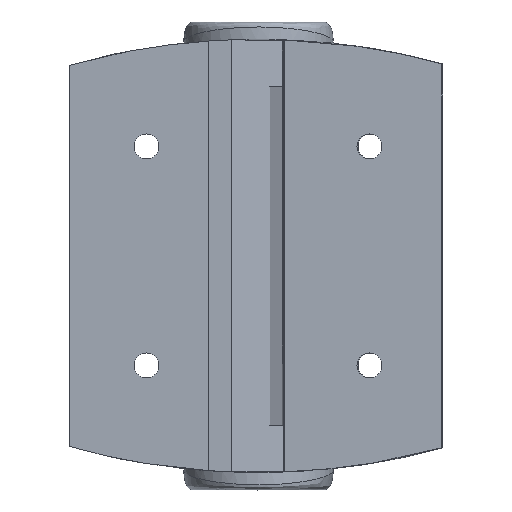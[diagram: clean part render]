
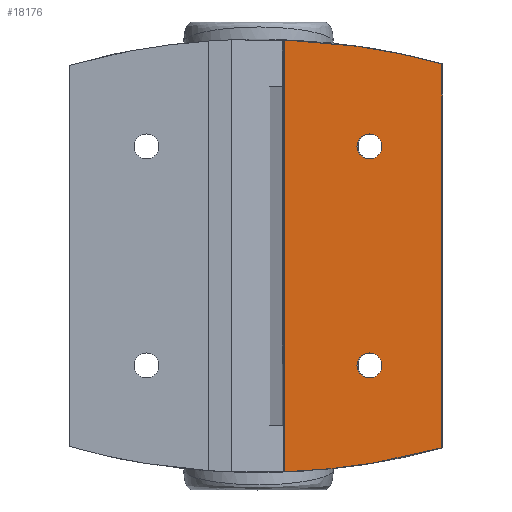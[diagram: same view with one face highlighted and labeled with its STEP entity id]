
A CAD part, front view. The second image highlights one B-rep face of the part: STEP entity #18176.
In plain terms, the highlighted face is planar.
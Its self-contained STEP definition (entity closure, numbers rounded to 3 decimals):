
#769 = DIRECTION ( 'NONE',  ( 0., 1., 0. ) ) ;
#2134 = LINE ( 'NONE', #7582, #28796 ) ;
#2748 = AXIS2_PLACEMENT_3D ( 'NONE', #23431, #769, #11742 ) ;
#2939 = CARTESIAN_POINT ( 'NONE',  ( 22.5, -20., 22. ) ) ;
#3039 = ORIENTED_EDGE ( 'NONE', *, *, #23894, .F. ) ;
#3301 = DIRECTION ( 'NONE',  ( 0., 1., 0. ) ) ;
#4862 = EDGE_CURVE ( 'NONE', #7183, #29906, #39557, .T. ) ;
#5284 = CARTESIAN_POINT ( 'NONE',  ( 37., -20., -38.568 ) ) ;
#6413 = DIRECTION ( 'NONE',  ( 0., 1., 0. ) ) ;
#7183 = VERTEX_POINT ( 'NONE', #44917 ) ;
#7582 = CARTESIAN_POINT ( 'NONE',  ( 5.244, -20., 43.5 ) ) ;
#7748 = FACE_BOUND ( 'NONE', #15749, .T. ) ;
#7895 = CARTESIAN_POINT ( 'NONE',  ( 37., -20., 38.568 ) ) ;
#8553 = VERTEX_POINT ( 'NONE', #13919 ) ;
#10763 = FACE_BOUND ( 'NONE', #22253, .T. ) ;
#10953 = AXIS2_PLACEMENT_3D ( 'NONE', #14881, #3301, #22311 ) ;
#11348 = ORIENTED_EDGE ( 'NONE', *, *, #16810, .T. ) ;
#11401 = DIRECTION ( 'NONE',  ( 0., 0., 1. ) ) ;
#11742 = DIRECTION ( 'NONE',  ( 0., 0., 1. ) ) ;
#11933 = ORIENTED_EDGE ( 'NONE', *, *, #38781, .F. ) ;
#12184 = VECTOR ( 'NONE', #44285, 1000. ) ;
#12505 = CIRCLE ( 'NONE', #23960, 2.5 ) ;
#13919 = CARTESIAN_POINT ( 'NONE',  ( 5.244, -20., -43.406 ) ) ;
#14342 = VERTEX_POINT ( 'NONE', #22432 ) ;
#14787 = AXIS2_PLACEMENT_3D ( 'NONE', #2939, #6413, #40324 ) ;
#14881 = CARTESIAN_POINT ( 'NONE',  ( 22.5, -20., -22. ) ) ;
#14980 = ORIENTED_EDGE ( 'NONE', *, *, #40964, .F. ) ;
#15027 = CARTESIAN_POINT ( 'NONE',  ( 5.244, -20., 43.406 ) ) ;
#15749 = EDGE_LOOP ( 'NONE', ( #11348, #43444 ) ) ;
#16519 = VERTEX_POINT ( 'NONE', #26227 ) ;
#16810 = EDGE_CURVE ( 'NONE', #39767, #16519, #12505, .T. ) ;
#17406 = CARTESIAN_POINT ( 'NONE',  ( 37., -20., -38.568 ) ) ;
#18176 = ADVANCED_FACE ( 'NONE', ( #7748, #10763, #32660 ), #46064, .F. ) ;
#22253 = EDGE_LOOP ( 'NONE', ( #38049, #47078 ) ) ;
#22302 = CARTESIAN_POINT ( 'NONE',  ( 16.373, -20., 43.009 ) ) ;
#22311 = DIRECTION ( 'NONE',  ( 0., 0., 1. ) ) ;
#22432 = CARTESIAN_POINT ( 'NONE',  ( 20., -20., 22. ) ) ;
#23431 = CARTESIAN_POINT ( 'NONE',  ( 10., -20., 43.5 ) ) ;
#23894 = EDGE_CURVE ( 'NONE', #30797, #8553, #33849, .T. ) ;
#23960 = AXIS2_PLACEMENT_3D ( 'NONE', #24466, #46767, #24132 ) ;
#24132 = DIRECTION ( 'NONE',  ( 0., 0., 1. ) ) ;
#24349 = EDGE_CURVE ( 'NONE', #16519, #39767, #49039, .T. ) ;
#24466 = CARTESIAN_POINT ( 'NONE',  ( 22.5, -20., -22. ) ) ;
#25354 = CIRCLE ( 'NONE', #14787, 2.5 ) ;
#25750 = EDGE_CURVE ( 'NONE', #14342, #41311, #27780, .T. ) ;
#25868 = AXIS2_PLACEMENT_3D ( 'NONE', #29414, #29244, #40309 ) ;
#26066 = ORIENTED_EDGE ( 'NONE', *, *, #4862, .F. ) ;
#26227 = CARTESIAN_POINT ( 'NONE',  ( 25., -20., -22. ) ) ;
#27780 = CIRCLE ( 'NONE', #25868, 2.5 ) ;
#28122 = EDGE_CURVE ( 'NONE', #41311, #14342, #25354, .T. ) ;
#28696 = CARTESIAN_POINT ( 'NONE',  ( 25., -20., 22. ) ) ;
#28796 = VECTOR ( 'NONE', #11401, 1000. ) ;
#29244 = DIRECTION ( 'NONE',  ( 0., 1., 0. ) ) ;
#29414 = CARTESIAN_POINT ( 'NONE',  ( 22.5, -20., 22. ) ) ;
#29906 = VERTEX_POINT ( 'NONE', #7895 ) ;
#30797 = VERTEX_POINT ( 'NONE', #17406 ) ;
#31965 = CARTESIAN_POINT ( 'NONE',  ( 16.373, -20., -43.009 ) ) ;
#32660 = FACE_OUTER_BOUND ( 'NONE', #43951, .T. ) ;
#33849 =( BOUNDED_CURVE ( )  B_SPLINE_CURVE ( 3, ( #5284, #35586, #31965, #43817 ),
 .UNSPECIFIED., .F., .F. ) 
 B_SPLINE_CURVE_WITH_KNOTS ( ( 4, 4 ),
 ( 4.232, 4.647 ),
 .UNSPECIFIED. ) 
 CURVE ( )  GEOMETRIC_REPRESENTATION_ITEM ( )  RATIONAL_B_SPLINE_CURVE ( ( 1., 0.986, 0.986, 1. ) ) 
 REPRESENTATION_ITEM ( '' )  );
#35586 = CARTESIAN_POINT ( 'NONE',  ( 27.112, -20., -41.373 ) ) ;
#36540 = CARTESIAN_POINT ( 'NONE',  ( 37., -20., 43.5 ) ) ;
#38014 = CARTESIAN_POINT ( 'NONE',  ( 37., -20., 38.568 ) ) ;
#38049 = ORIENTED_EDGE ( 'NONE', *, *, #25750, .T. ) ;
#38763 = LINE ( 'NONE', #36540, #12184 ) ;
#38781 = EDGE_CURVE ( 'NONE', #8553, #7183, #2134, .T. ) ;
#39375 = CARTESIAN_POINT ( 'NONE',  ( 20., -20., -22. ) ) ;
#39557 =( BOUNDED_CURVE ( )  B_SPLINE_CURVE ( 3, ( #15027, #22302, #41484, #38014 ),
 .UNSPECIFIED., .F., .F. ) 
 B_SPLINE_CURVE_WITH_KNOTS ( ( 4, 4 ),
 ( 1.636, 2.052 ),
 .UNSPECIFIED. ) 
 CURVE ( )  GEOMETRIC_REPRESENTATION_ITEM ( )  RATIONAL_B_SPLINE_CURVE ( ( 1., 0.986, 0.986, 1. ) ) 
 REPRESENTATION_ITEM ( '' )  );
#39767 = VERTEX_POINT ( 'NONE', #39375 ) ;
#40309 = DIRECTION ( 'NONE',  ( 0., 0., 1. ) ) ;
#40324 = DIRECTION ( 'NONE',  ( 0., 0., 1. ) ) ;
#40964 = EDGE_CURVE ( 'NONE', #29906, #30797, #38763, .T. ) ;
#41311 = VERTEX_POINT ( 'NONE', #28696 ) ;
#41484 = CARTESIAN_POINT ( 'NONE',  ( 27.112, -20., 41.373 ) ) ;
#43444 = ORIENTED_EDGE ( 'NONE', *, *, #24349, .T. ) ;
#43817 = CARTESIAN_POINT ( 'NONE',  ( 5.244, -20., -43.406 ) ) ;
#43951 = EDGE_LOOP ( 'NONE', ( #26066, #11933, #3039, #14980 ) ) ;
#44285 = DIRECTION ( 'NONE',  ( 0., 0., -1. ) ) ;
#44917 = CARTESIAN_POINT ( 'NONE',  ( 5.244, -20., 43.406 ) ) ;
#46064 = PLANE ( 'NONE',  #2748 ) ;
#46767 = DIRECTION ( 'NONE',  ( 0., 1., 0. ) ) ;
#47078 = ORIENTED_EDGE ( 'NONE', *, *, #28122, .T. ) ;
#49039 = CIRCLE ( 'NONE', #10953, 2.5 ) ;
